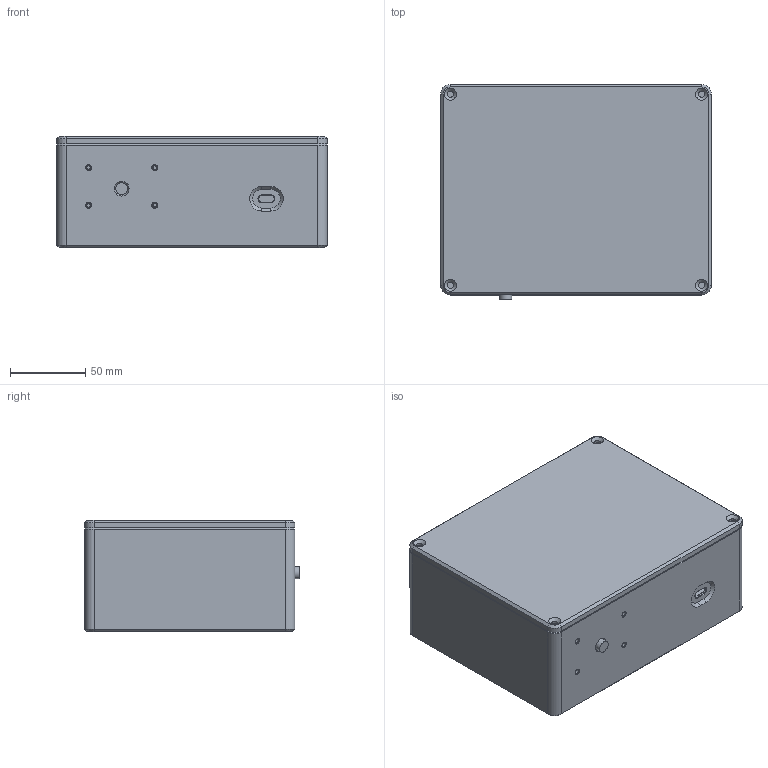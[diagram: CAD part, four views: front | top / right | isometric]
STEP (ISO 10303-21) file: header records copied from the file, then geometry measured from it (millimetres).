
FILE_DESCRIPTION(/* description */ (''),/* implementation_level */ '2;1');
FILE_NAME(/* name */ 'Stationary_v1-0-0.step',/* time_stamp */ '2024-02-26T17:05:08+01:00',/* author */ (''),/* organization */ (''),/* preprocessor_version */ 'ST-DEVELOPER v20',/* originating_system */ 'Autodesk Translation Framework v12.20.1.177',/* authorisation */ '');
FILE_SCHEMA (('AUTOMOTIVE_DESIGN { 1 0 10303 214 3 1 1 }'));
Length unit declared in the file: millimetre
Products named in the file (3): Stationary_v1-0-0; Alphasense_OPC-N3 v3; Arduino_UNO_PCB v4
Assembly tree (2 placements, depth 2):
  Stationary_v1-0-0
    Alphasense_OPC-N3 v3
    Arduino_UNO_PCB v4
Bounding box: 180 x 143 x 74 mm (x, y, z)
Volume: 562791 mm3; surface area: 217812.1 mm2
Topology: 4 solids, 4 shells, 463 faces, 1182 edges, 753 vertices
Faces by surface type: cylinder 240, plane 138, cone 58, bspline 14, torus 11, sphere 2
Full cylindrical faces by diameter (mm): 2.529 x40, 3.086 x20, 3.2 x8, 4 x8, 4.2 x4, 5.4 x3, 5.6 x4, 7.2 x5, 8 x2
Entity records: 23720 total; most frequent: CARTESIAN_POINT 12880, ORIENTED_EDGE 2364, DIRECTION 1985, EDGE_CURVE 1182, VERTEX_POINT 753, AXIS2_PLACEMENT_3D 702, LINE 581, VECTOR 581
